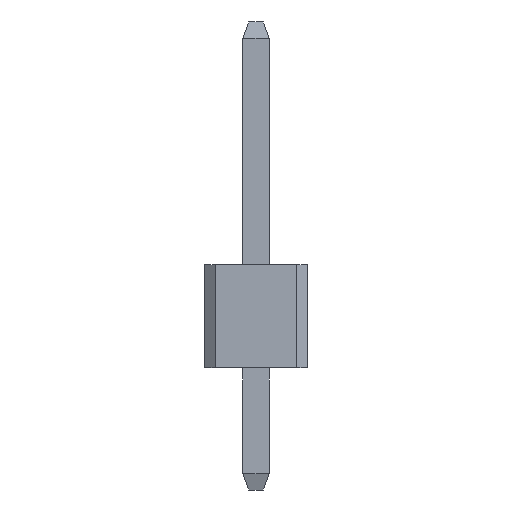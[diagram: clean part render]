
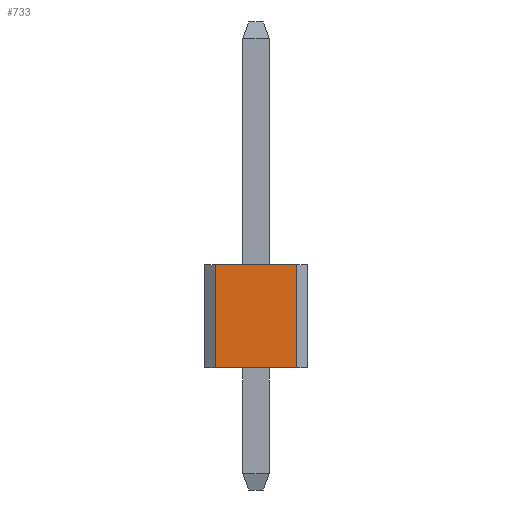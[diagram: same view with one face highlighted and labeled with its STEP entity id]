
A CAD part, front view. The second image highlights one B-rep face of the part: STEP entity #733.
In plain terms, the highlighted planar face has unit normal (0, -1, 0).
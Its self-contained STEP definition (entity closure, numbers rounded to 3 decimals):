
#47 = CARTESIAN_POINT ( 'NONE',  ( 1., -1.27, 5.54 ) ) ;
#59 = PLANE ( 'NONE',  #459 ) ;
#60 = ORIENTED_EDGE ( 'NONE', *, *, #965, .T. ) ;
#159 = DIRECTION ( 'NONE',  ( 0., 0., -1. ) ) ;
#268 = FACE_OUTER_BOUND ( 'NONE', #1083, .T. ) ;
#299 = CARTESIAN_POINT ( 'NONE',  ( 1., -1.27, 5.54 ) ) ;
#309 = ORIENTED_EDGE ( 'NONE', *, *, #1102, .F. ) ;
#395 = LINE ( 'NONE', #960, #596 ) ;
#407 = DIRECTION ( 'NONE',  ( -1., 0., 0. ) ) ;
#421 = LINE ( 'NONE', #299, #1308 ) ;
#459 = AXIS2_PLACEMENT_3D ( 'NONE', #473, #1296, #159 ) ;
#473 = CARTESIAN_POINT ( 'NONE',  ( -1., -1.27, 5.54 ) ) ;
#596 = VECTOR ( 'NONE', #1051, 1000. ) ;
#604 = EDGE_CURVE ( 'NONE', #712, #861, #395, .T. ) ;
#632 = DIRECTION ( 'NONE',  ( 0., 0., -1. ) ) ;
#637 = VECTOR ( 'NONE', #1028, 1000. ) ;
#650 = CARTESIAN_POINT ( 'NONE',  ( -1., -1.27, 3. ) ) ;
#662 = CARTESIAN_POINT ( 'NONE',  ( 1., -1.27, 3. ) ) ;
#712 = VERTEX_POINT ( 'NONE', #47 ) ;
#733 = ADVANCED_FACE ( 'NONE', ( #268 ), #59, .T. ) ;
#809 = CARTESIAN_POINT ( 'NONE',  ( -1., -1.27, 3. ) ) ;
#861 = VERTEX_POINT ( 'NONE', #1053 ) ;
#867 = ORIENTED_EDGE ( 'NONE', *, *, #1144, .F. ) ;
#960 = CARTESIAN_POINT ( 'NONE',  ( -1., -1.27, 5.54 ) ) ;
#965 = EDGE_CURVE ( 'NONE', #861, #1252, #1000, .T. ) ;
#1000 = LINE ( 'NONE', #1306, #637 ) ;
#1028 = DIRECTION ( 'NONE',  ( 0., 0., -1. ) ) ;
#1051 = DIRECTION ( 'NONE',  ( -1., 0., 0. ) ) ;
#1053 = CARTESIAN_POINT ( 'NONE',  ( -1., -1.27, 5.54 ) ) ;
#1083 = EDGE_LOOP ( 'NONE', ( #867, #309, #1336, #60 ) ) ;
#1102 = EDGE_CURVE ( 'NONE', #712, #1281, #421, .T. ) ;
#1144 = EDGE_CURVE ( 'NONE', #1281, #1252, #1237, .T. ) ;
#1237 = LINE ( 'NONE', #809, #1250 ) ;
#1250 = VECTOR ( 'NONE', #407, 1000. ) ;
#1252 = VERTEX_POINT ( 'NONE', #650 ) ;
#1281 = VERTEX_POINT ( 'NONE', #662 ) ;
#1296 = DIRECTION ( 'NONE',  ( 0., -1., 0. ) ) ;
#1306 = CARTESIAN_POINT ( 'NONE',  ( -1., -1.27, 5.54 ) ) ;
#1308 = VECTOR ( 'NONE', #632, 1000. ) ;
#1336 = ORIENTED_EDGE ( 'NONE', *, *, #604, .T. ) ;
